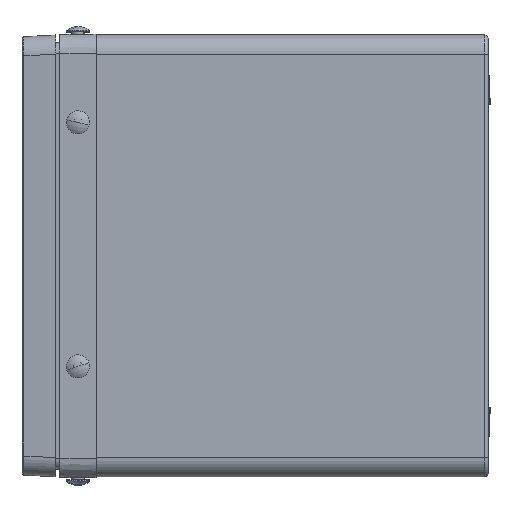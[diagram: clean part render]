
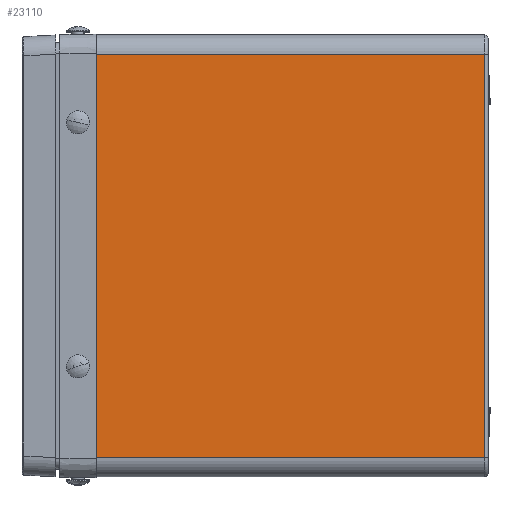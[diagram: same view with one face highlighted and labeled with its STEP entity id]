
A CAD part, left-side view. The second image highlights one B-rep face of the part: STEP entity #23110.
In plain terms, the highlighted planar face has unit normal (-1, 0, 0).
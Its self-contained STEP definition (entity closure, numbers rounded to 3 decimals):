
#111 = VERTEX_POINT ( 'NONE', #32856 ) ;
#368 = LINE ( 'NONE', #16502, #7846 ) ;
#1452 = VECTOR ( 'NONE', #14091, 1000. ) ;
#1614 = CARTESIAN_POINT ( 'NONE',  ( -200., -202., -105. ) ) ;
#3780 = EDGE_CURVE ( 'NONE', #19647, #29039, #8905, .T. ) ;
#3812 = CARTESIAN_POINT ( 'NONE',  ( -200., -204., -105. ) ) ;
#6238 = LINE ( 'NONE', #3812, #20268 ) ;
#6488 = DIRECTION ( 'NONE',  ( 0., 1., 0. ) ) ;
#7846 = VECTOR ( 'NONE', #24640, 1000. ) ;
#8905 = LINE ( 'NONE', #13770, #1452 ) ;
#9045 = CARTESIAN_POINT ( 'NONE',  ( -200., 0., -105. ) ) ;
#10096 = ORIENTED_EDGE ( 'NONE', *, *, #29360, .T. ) ;
#10840 = EDGE_CURVE ( 'NONE', #29039, #111, #20471, .T. ) ;
#11692 = VERTEX_POINT ( 'NONE', #9045 ) ;
#12115 = VECTOR ( 'NONE', #6488, 1000. ) ;
#13007 = CARTESIAN_POINT ( 'NONE',  ( -200., -202., 105. ) ) ;
#13770 = CARTESIAN_POINT ( 'NONE',  ( -200., -202., 105. ) ) ;
#13873 = DIRECTION ( 'NONE',  ( 0., 0., 1. ) ) ;
#14021 = FACE_OUTER_BOUND ( 'NONE', #17608, .T. ) ;
#14091 = DIRECTION ( 'NONE',  ( 0., 0., 1. ) ) ;
#14402 = EDGE_CURVE ( 'NONE', #11692, #111, #368, .T. ) ;
#16502 = CARTESIAN_POINT ( 'NONE',  ( -200., 0., -115. ) ) ;
#17608 = EDGE_LOOP ( 'NONE', ( #10096, #21426, #25553, #24123 ) ) ;
#19647 = VERTEX_POINT ( 'NONE', #1614 ) ;
#20268 = VECTOR ( 'NONE', #31923, 1000. ) ;
#20460 = CARTESIAN_POINT ( 'NONE',  ( -200., -204., 105. ) ) ;
#20471 = LINE ( 'NONE', #20460, #12115 ) ;
#21426 = ORIENTED_EDGE ( 'NONE', *, *, #3780, .T. ) ;
#22549 = AXIS2_PLACEMENT_3D ( 'NONE', #27898, #30747, #13873 ) ;
#23110 = ADVANCED_FACE ( 'NONE', ( #14021 ), #36303, .T. ) ;
#24123 = ORIENTED_EDGE ( 'NONE', *, *, #14402, .F. ) ;
#24640 = DIRECTION ( 'NONE',  ( 0., 0., 1. ) ) ;
#25553 = ORIENTED_EDGE ( 'NONE', *, *, #10840, .T. ) ;
#27898 = CARTESIAN_POINT ( 'NONE',  ( -200., -204., -115. ) ) ;
#29039 = VERTEX_POINT ( 'NONE', #13007 ) ;
#29360 = EDGE_CURVE ( 'NONE', #11692, #19647, #6238, .T. ) ;
#30747 = DIRECTION ( 'NONE',  ( -1., 0., 0. ) ) ;
#31923 = DIRECTION ( 'NONE',  ( 0., -1., 0. ) ) ;
#32856 = CARTESIAN_POINT ( 'NONE',  ( -200., 0., 105. ) ) ;
#36303 = PLANE ( 'NONE',  #22549 ) ;
